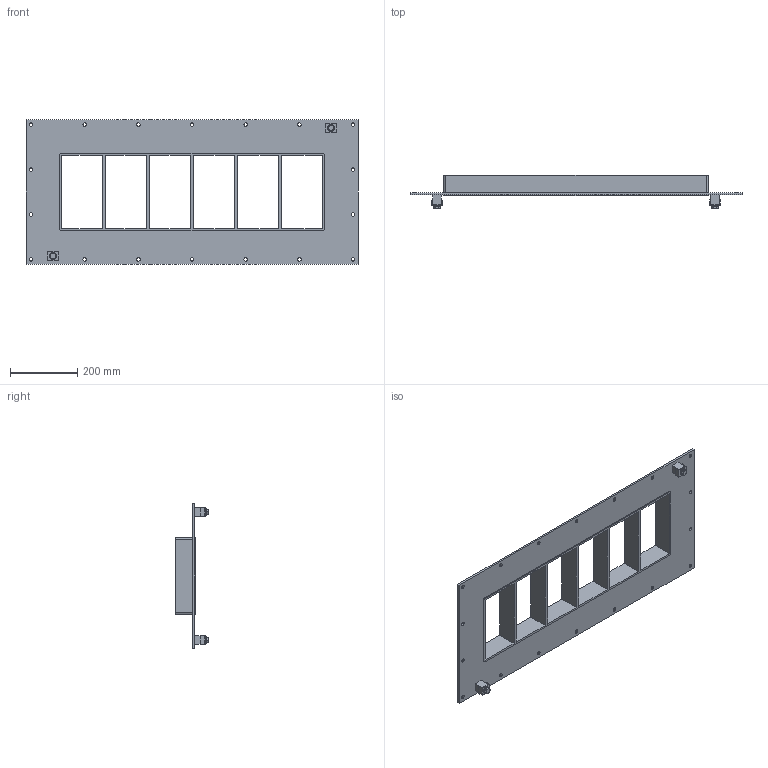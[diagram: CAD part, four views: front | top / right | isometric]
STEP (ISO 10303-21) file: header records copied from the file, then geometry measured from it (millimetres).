
FILE_DESCRIPTION((''),'2;1');
FILE_NAME('GHBG FL1006X6FL100.stp','2015-02-23T08:10:18',('se-emikul'),(''),'Autodesk Inventor 2013','Autodesk Inventor 2013','');
FILE_SCHEMA(('AUTOMOTIVE_DESIGN { 1 0 10303 214 1 1 1 1 }'));
Length unit declared in the file: millimetre
Products named in the file (1): GHBG FL1006X6FL100
Bounding box: 985 x 97.91 x 430 mm (x, y, z)
Volume: 2871302.7 mm3; surface area: 922006 mm2
Topology: 9 solids, 9 shells, 144 faces, 379 edges, 259 vertices
Faces by surface type: plane 96, cylinder 38, cone 10
Full cylindrical faces by diameter (mm): 8.376 x2, 10 x2, 10.5 x18, 11 x4, 14.75 x2, 20 x2
Entity records: 4200 total; most frequent: CARTESIAN_POINT 735, DIRECTION 676, ORIENTED_EDGE 640, EDGE_CURVE 320, EDGE_LOOP 240, VERTEX_POINT 234, AXIS2_PLACEMENT_3D 229, VECTOR 218
